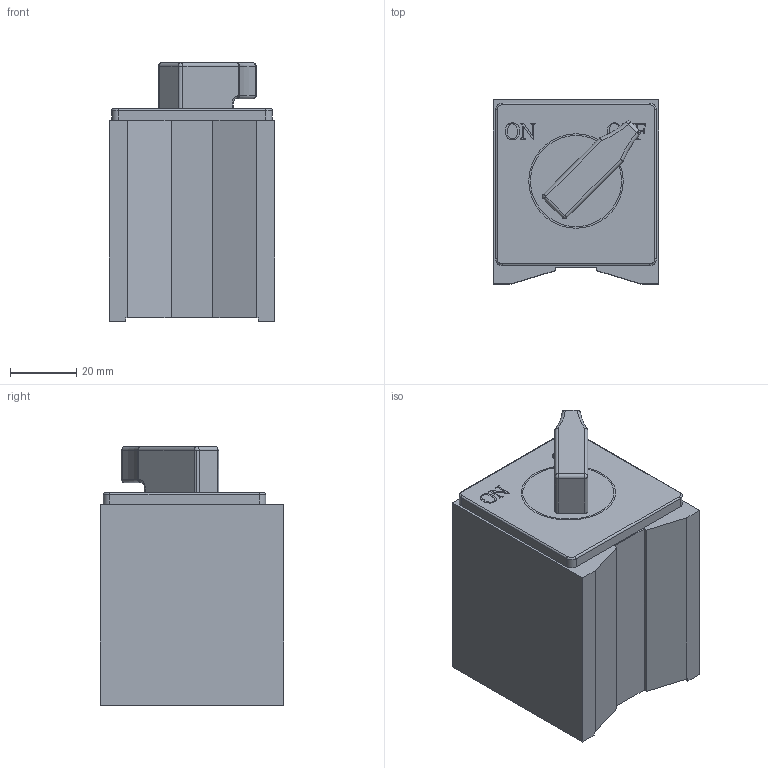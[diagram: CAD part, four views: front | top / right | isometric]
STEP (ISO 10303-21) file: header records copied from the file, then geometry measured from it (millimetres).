
FILE_DESCRIPTION (( 'STEP AP203' ), '1' );
FILE_NAME ('07MBH-1.STEP', '2016-03-01T05:58:15', ( '' ), ( '' ), 'SwSTEP 2.0', 'SolidWorks 2016', '' );
FILE_SCHEMA (( 'CONFIG_CONTROL_DESIGN' ));
Length unit declared in the file: millimetre
Products named in the file (1): 07MBH-1
Bounding box: 50 x 55.5 x 78 mm (x, y, z)
Surface area: 20154.2 mm2 (no closed solid volume)
Topology: 0 solids, 3 shells, 108 faces, 473 edges, 365 vertices
Faces by surface type: plane 49, cylinder 31, sphere 12, torus 10, bspline 6
Entity records: 5994 total; most frequent: CARTESIAN_POINT 2416, ORIENTED_EDGE 688, DIRECTION 623, EDGE_CURVE 467, VERTEX_POINT 362, LINE 237, VECTOR 237, AXIS2_PLACEMENT_3D 193
